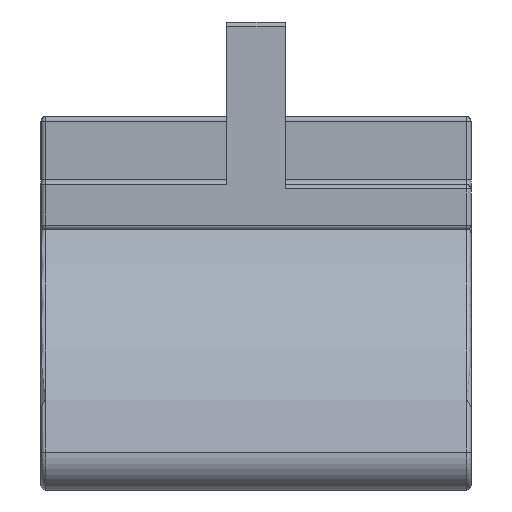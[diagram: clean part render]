
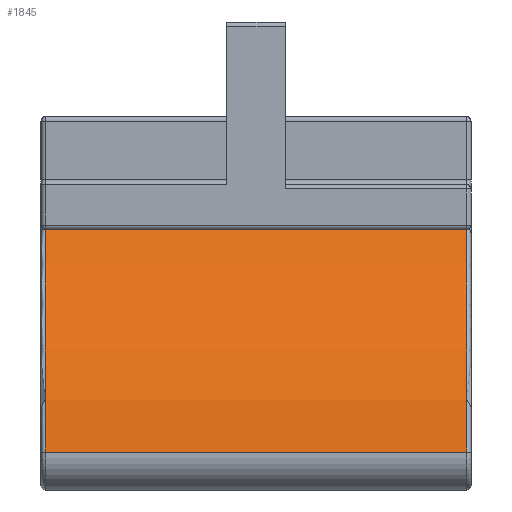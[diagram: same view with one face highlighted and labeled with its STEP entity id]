
A CAD part, left-side view. The second image highlights one B-rep face of the part: STEP entity #1845.
In plain terms, the highlighted cylindrical face has radius 14 mm (diameter 28 mm), a partial arc.
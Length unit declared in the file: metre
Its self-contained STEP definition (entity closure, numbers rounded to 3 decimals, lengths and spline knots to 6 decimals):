
#46=CYLINDRICAL_SURFACE('',#2024,0.014);
#174=LINE('',#3131,#310);
#178=LINE('',#3141,#314);
#310=VECTOR('',#2419,1.);
#314=VECTOR('',#2427,1.);
#539=ORIENTED_EDGE('',*,*,#1098,.T.);
#540=ORIENTED_EDGE('',*,*,#1099,.T.);
#541=ORIENTED_EDGE('',*,*,#1100,.T.);
#542=ORIENTED_EDGE('',*,*,#1094,.T.);
#1094=EDGE_CURVE('',#1364,#1365,#174,.T.);
#1098=EDGE_CURVE('',#1365,#1257,#1460,.F.);
#1099=EDGE_CURVE('',#1257,#1252,#178,.F.);
#1100=EDGE_CURVE('',#1252,#1364,#1461,.T.);
#1252=VERTEX_POINT('',#2861);
#1257=VERTEX_POINT('',#2872);
#1364=VERTEX_POINT('',#3132);
#1365=VERTEX_POINT('',#3133);
#1460=CIRCLE('',#2025,0.014);
#1461=CIRCLE('',#2026,0.014);
#1574=EDGE_LOOP('',(#539,#540,#541,#542));
#1703=FACE_BOUND('',#1574,.T.);
#1845=ADVANCED_FACE('',(#1703),#46,.T.);
#2024=AXIS2_PLACEMENT_3D('',#3139,#2423,#2424);
#2025=AXIS2_PLACEMENT_3D('',#3140,#2425,#2426);
#2026=AXIS2_PLACEMENT_3D('',#3142,#2428,#2429);
#2419=DIRECTION('',(0.,1.,0.));
#2423=DIRECTION('',(0.,1.,0.));
#2424=DIRECTION('',(0.,0.,1.));
#2425=DIRECTION('',(0.,1.,0.));
#2426=DIRECTION('',(-1.,0.,0.));
#2427=DIRECTION('',(0.,1.,0.));
#2428=DIRECTION('',(0.,1.,0.));
#2429=DIRECTION('',(-1.,0.,0.));
#2861=CARTESIAN_POINT('',(-0.013899,-0.0093,-0.01232));
#2872=CARTESIAN_POINT('',(-0.013899,0.0093,-0.01232));
#3131=CARTESIAN_POINT('',(-0.007984,-0.0095,-0.0025));
#3132=CARTESIAN_POINT('',(-0.007984,-0.0093,-0.0025));
#3133=CARTESIAN_POINT('',(-0.007984,0.0093,-0.0025));
#3139=CARTESIAN_POINT('',(0.,-0.0095,-0.014));
#3140=CARTESIAN_POINT('',(0.,0.0093,-0.014));
#3141=CARTESIAN_POINT('',(-0.013899,-0.0095,-0.01232));
#3142=CARTESIAN_POINT('',(0.,-0.0093,-0.014));
